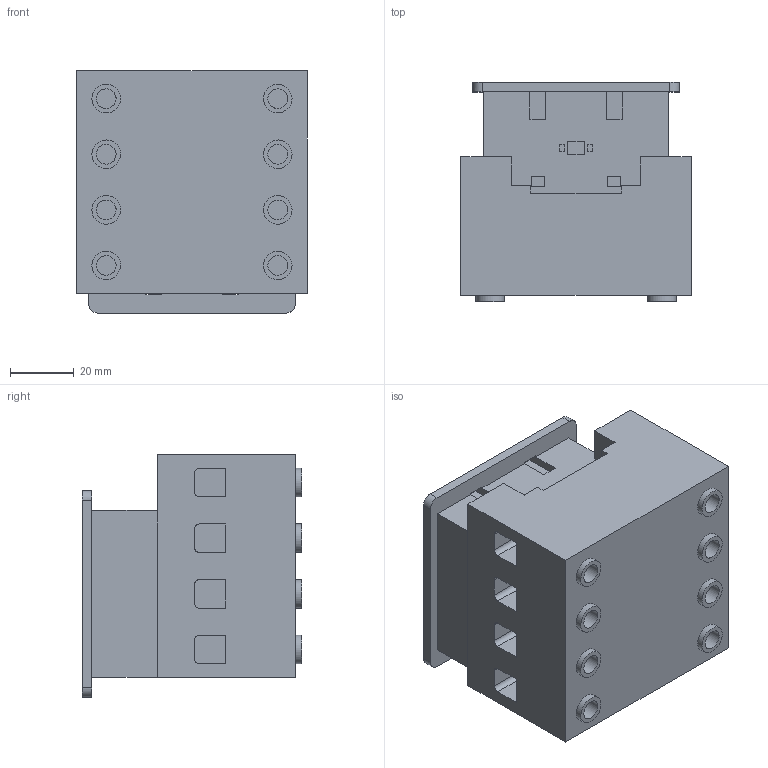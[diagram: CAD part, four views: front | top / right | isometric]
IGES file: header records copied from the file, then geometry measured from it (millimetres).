
Global section: file name: OT63-80FT4N2-IGS.igs; preprocessor: I-DEAS 3D IGES Translator 11; date: 20081027.144138; units: millimetre
Bounding box: 72.5 x 69 x 76.25 mm (x, y, z)
Volume: 274162.7 mm3; surface area: 39904.8 mm2
Topology: 1 solids, 7 shells, 326 faces, 779 edges, 516 vertices
Faces by surface type: bspline 326
